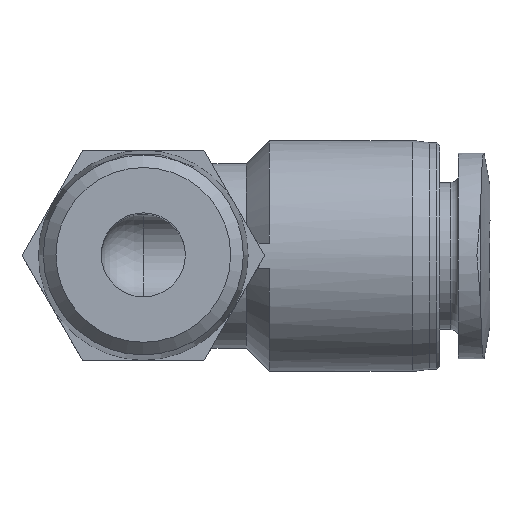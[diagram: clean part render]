
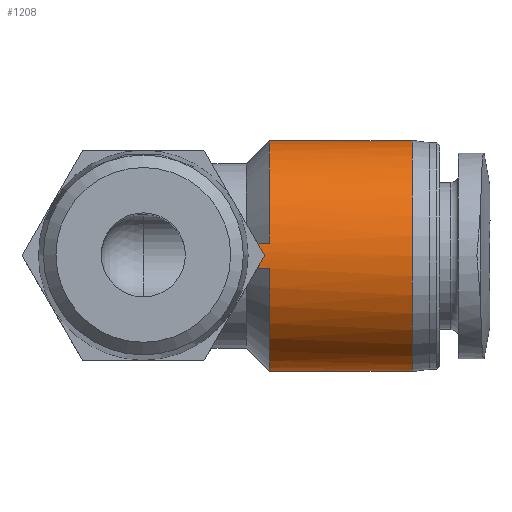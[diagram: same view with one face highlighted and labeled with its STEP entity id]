
A CAD part, top view. The second image highlights one B-rep face of the part: STEP entity #1208.
In plain terms, the highlighted cylindrical face has radius 5.5 mm (diameter 11 mm), a full revolution.
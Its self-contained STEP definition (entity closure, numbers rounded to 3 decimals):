
#28=ELLIPSE('',#1306,7.778,5.5);
#29=ELLIPSE('',#1307,7.778,5.5);
#36=CYLINDRICAL_SURFACE('',#1303,5.5);
#72=B_SPLINE_CURVE_WITH_KNOTS('',3,(#1769,#1770,#1771,#1772),
 .UNSPECIFIED.,.F.,.F.,(4,4),(0.,0.001),
 .UNSPECIFIED.);
#102=CIRCLE('',#1260,5.5);
#108=CIRCLE('',#1269,5.5);
#109=CIRCLE('',#1271,5.5);
#121=CIRCLE('',#1304,5.5);
#122=CIRCLE('',#1305,5.5);
#280=ORIENTED_EDGE('',*,*,#458,.F.);
#281=ORIENTED_EDGE('',*,*,#459,.T.);
#282=ORIENTED_EDGE('',*,*,#460,.T.);
#283=ORIENTED_EDGE('',*,*,#461,.T.);
#284=ORIENTED_EDGE('',*,*,#408,.T.);
#285=ORIENTED_EDGE('',*,*,#394,.F.);
#286=ORIENTED_EDGE('',*,*,#415,.T.);
#287=ORIENTED_EDGE('',*,*,#462,.T.);
#288=ORIENTED_EDGE('',*,*,#427,.T.);
#289=ORIENTED_EDGE('',*,*,#463,.F.);
#290=ORIENTED_EDGE('',*,*,#416,.T.);
#291=ORIENTED_EDGE('',*,*,#398,.T.);
#394=EDGE_CURVE('',#508,#500,#569,.T.);
#398=EDGE_CURVE('',#513,#512,#571,.T.);
#408=EDGE_CURVE('',#520,#500,#102,.T.);
#415=EDGE_CURVE('',#508,#524,#108,.T.);
#416=EDGE_CURVE('',#525,#513,#109,.T.);
#427=EDGE_CURVE('',#533,#532,#72,.T.);
#458=EDGE_CURVE('',#552,#552,#121,.T.);
#459=EDGE_CURVE('',#512,#553,#122,.T.);
#460=EDGE_CURVE('',#553,#554,#28,.T.);
#461=EDGE_CURVE('',#554,#520,#29,.T.);
#462=EDGE_CURVE('',#524,#533,#592,.T.);
#463=EDGE_CURVE('',#525,#532,#593,.T.);
#500=VERTEX_POINT('',#1662);
#508=VERTEX_POINT('',#1684);
#512=VERTEX_POINT('',#1693);
#513=VERTEX_POINT('',#1695);
#520=VERTEX_POINT('',#1722);
#524=VERTEX_POINT('',#1739);
#525=VERTEX_POINT('',#1743);
#532=VERTEX_POINT('',#1768);
#533=VERTEX_POINT('',#1773);
#552=VERTEX_POINT('',#1885);
#553=VERTEX_POINT('',#1887);
#554=VERTEX_POINT('',#1889);
#569=LINE('',#1685,#606);
#571=LINE('',#1694,#608);
#592=LINE('',#1891,#629);
#593=LINE('',#1892,#630);
#606=VECTOR('',#1382,1000.);
#608=VECTOR('',#1390,1000.);
#629=VECTOR('',#1515,1000.);
#630=VECTOR('',#1516,1000.);
#677=EDGE_LOOP('',(#280));
#678=EDGE_LOOP('',(#281,#282,#283,#284,#285,#286,#287,#288,#289,#290,#291));
#750=FACE_BOUND('',#677,.T.);
#751=FACE_BOUND('',#678,.T.);
#1208=ADVANCED_FACE('',(#750,#751),#36,.T.);
#1260=AXIS2_PLACEMENT_3D('',#1723,#1403,#1404);
#1269=AXIS2_PLACEMENT_3D('',#1740,#1421,#1422);
#1271=AXIS2_PLACEMENT_3D('',#1742,#1425,#1426);
#1303=AXIS2_PLACEMENT_3D('',#1883,#1505,#1506);
#1304=AXIS2_PLACEMENT_3D('',#1884,#1507,#1508);
#1305=AXIS2_PLACEMENT_3D('',#1886,#1509,#1510);
#1306=AXIS2_PLACEMENT_3D('',#1888,#1511,#1512);
#1307=AXIS2_PLACEMENT_3D('',#1890,#1513,#1514);
#1382=DIRECTION('',(-1.,0.,0.));
#1390=DIRECTION('',(-1.,0.,0.));
#1403=DIRECTION('',(1.,0.,0.));
#1404=DIRECTION('',(0.,0.,-1.));
#1421=DIRECTION('',(1.,0.,0.));
#1422=DIRECTION('',(0.,0.,-1.));
#1425=DIRECTION('',(1.,0.,0.));
#1426=DIRECTION('',(0.,0.,-1.));
#1505=DIRECTION('',(1.,0.,0.));
#1506=DIRECTION('',(0.,0.,-1.));
#1507=DIRECTION('',(1.,0.,0.));
#1508=DIRECTION('',(0.,0.,-1.));
#1509=DIRECTION('',(1.,0.,0.));
#1510=DIRECTION('',(0.,0.,-1.));
#1511=DIRECTION('',(0.707,-0.707,0.));
#1512=DIRECTION('',(0.707,0.707,0.));
#1513=DIRECTION('',(0.707,0.707,0.));
#1514=DIRECTION('',(0.707,-0.707,0.));
#1515=DIRECTION('',(-1.,0.,0.));
#1516=DIRECTION('',(-1.,0.,0.));
#1662=CARTESIAN_POINT('',(0.,0.6,-5.467));
#1684=CARTESIAN_POINT('',(6.,0.6,-5.467));
#1685=CARTESIAN_POINT('',(6.,0.6,-5.467));
#1693=CARTESIAN_POINT('',(0.,-0.6,-5.467));
#1694=CARTESIAN_POINT('',(6.,-0.6,-5.467));
#1695=CARTESIAN_POINT('',(6.,-0.6,-5.467));
#1722=CARTESIAN_POINT('',(0.,0.572,-5.47));
#1723=CARTESIAN_POINT('',(0.,0.,0.));
#1739=CARTESIAN_POINT('',(6.,0.6,5.467));
#1740=CARTESIAN_POINT('',(6.,0.,0.));
#1742=CARTESIAN_POINT('',(6.,0.,0.));
#1743=CARTESIAN_POINT('',(6.,-0.6,5.467));
#1768=CARTESIAN_POINT('',(4.914,-0.6,5.467));
#1769=CARTESIAN_POINT('',(4.914,0.6,5.467));
#1770=CARTESIAN_POINT('',(4.962,0.2,5.511));
#1771=CARTESIAN_POINT('',(4.962,-0.2,5.511));
#1772=CARTESIAN_POINT('',(4.914,-0.6,5.467));
#1773=CARTESIAN_POINT('',(4.914,0.6,5.467));
#1883=CARTESIAN_POINT('',(16.5,0.,0.));
#1884=CARTESIAN_POINT('',(12.8,0.,0.));
#1885=CARTESIAN_POINT('',(12.8,0.,-5.5));
#1886=CARTESIAN_POINT('',(0.,0.,0.));
#1887=CARTESIAN_POINT('',(0.,-0.572,-5.47));
#1888=CARTESIAN_POINT('',(0.572,0.,0.));
#1889=CARTESIAN_POINT('',(0.572,0.,-5.5));
#1890=CARTESIAN_POINT('',(0.572,0.,0.));
#1891=CARTESIAN_POINT('',(6.,0.6,5.467));
#1892=CARTESIAN_POINT('',(6.,-0.6,5.467));
